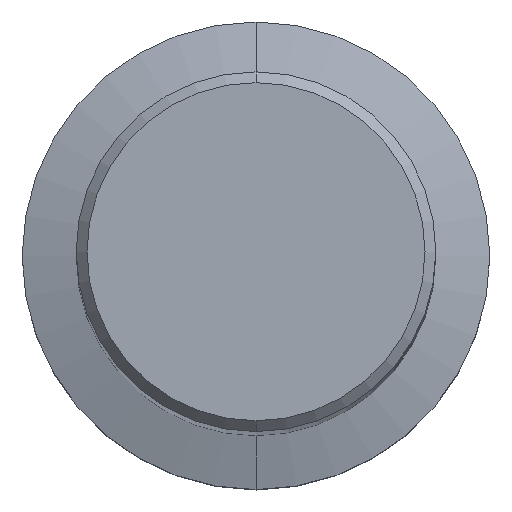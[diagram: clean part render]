
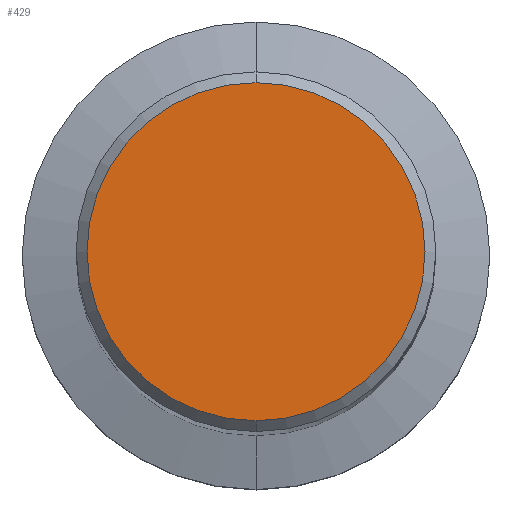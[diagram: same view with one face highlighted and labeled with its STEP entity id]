
A CAD part, top view. The second image highlights one B-rep face of the part: STEP entity #429.
In plain terms, the highlighted planar face has unit normal (0, 0, 1).
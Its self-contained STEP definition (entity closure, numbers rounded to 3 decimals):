
#207=EDGE_CURVE('',#419,#335,#562,.T.);
#229=EDGE_CURVE('',#335,#419,#589,.T.);
#335=VERTEX_POINT('',#708);
#419=VERTEX_POINT('',#802);
#429=ADVANCED_FACE('',(#814),#815,.T.);
#562=CIRCLE('',#949,18.8);
#589=CIRCLE('',#990,18.8);
#708=CARTESIAN_POINT('',(0.0,18.8,0.0));
#802=CARTESIAN_POINT('',(0.,-18.8,0.0));
#814=FACE_OUTER_BOUND('',#1472,.T.);
#815=PLANE('',#1473);
#949=AXIS2_PLACEMENT_3D('',#1813,#1814,#1815);
#990=AXIS2_PLACEMENT_3D('',#1862,#1863,#1864);
#1472=EDGE_LOOP('',(#2146,#2147));
#1473=AXIS2_PLACEMENT_3D('',#2148,#2149,#2150);
#1813=CARTESIAN_POINT('',(0.0,0.0,0.0));
#1814=DIRECTION('',(0.0,0.0,-1.0));
#1815=DIRECTION('',(0.0,1.0,0.0));
#1862=CARTESIAN_POINT('',(0.0,0.0,0.0));
#1863=DIRECTION('',(0.0,0.0,-1.0));
#1864=DIRECTION('',(0.0,1.0,0.0));
#2146=ORIENTED_EDGE('',*,*,#229,.F.);
#2147=ORIENTED_EDGE('',*,*,#207,.F.);
#2148=CARTESIAN_POINT('',(0.0,9.4,0.0));
#2149=DIRECTION('',(-0.0,0.0,1.0));
#2150=DIRECTION('',(0.0,-1.0,0.0));
